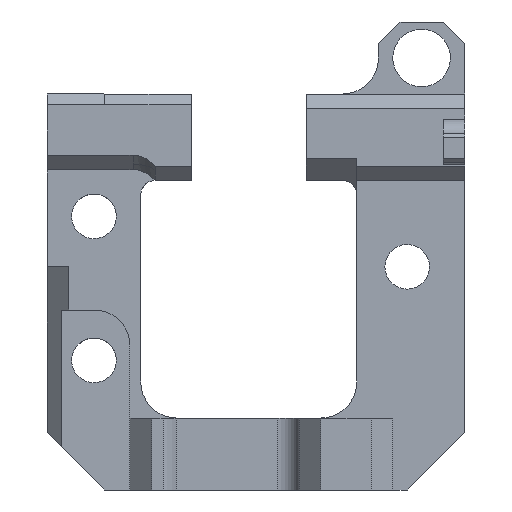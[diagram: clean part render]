
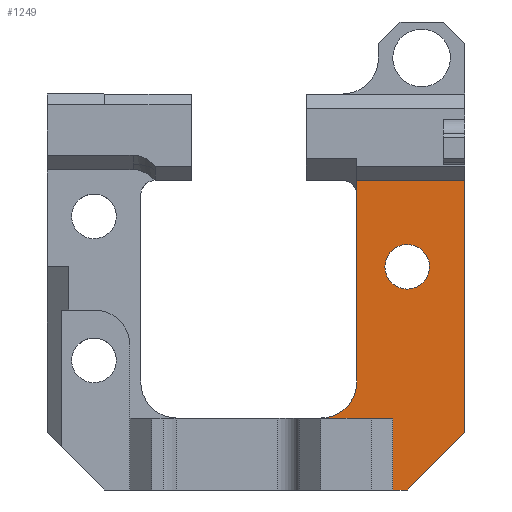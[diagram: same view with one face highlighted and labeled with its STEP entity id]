
A CAD part, left-side view. The second image highlights one B-rep face of the part: STEP entity #1249.
In plain terms, the highlighted planar face has unit normal (-1, 0, 0).
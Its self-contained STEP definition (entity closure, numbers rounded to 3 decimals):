
#17 = CARTESIAN_POINT ( 'NONE',  ( -4., -20., -39. ) ) ;
#82 = VECTOR ( 'NONE', #3808, 1000. ) ;
#160 = VECTOR ( 'NONE', #2461, 1000. ) ;
#172 = VERTEX_POINT ( 'NONE', #1375 ) ;
#176 = CARTESIAN_POINT ( 'NONE',  ( -4., 28., -6. ) ) ;
#285 = AXIS2_PLACEMENT_3D ( 'NONE', #176, #1193, #3116 ) ;
#311 = DIRECTION ( 'NONE',  ( 1., 0., 0. ) ) ;
#396 = DIRECTION ( 'NONE',  ( 0., 0.707, -0.707 ) ) ;
#491 = FACE_OUTER_BOUND ( 'NONE', #4022, .T. ) ;
#538 = CARTESIAN_POINT ( 'NONE',  ( -4., -15., -20. ) ) ;
#718 = DIRECTION ( 'NONE',  ( 0., 1., 0. ) ) ;
#750 = AXIS2_PLACEMENT_3D ( 'NONE', #2440, #1910, #3840 ) ;
#783 = ORIENTED_EDGE ( 'NONE', *, *, #2380, .F. ) ;
#795 = VERTEX_POINT ( 'NONE', #1373 ) ;
#798 = CARTESIAN_POINT ( 'NONE',  ( -4., -19.279, -16.514 ) ) ;
#842 = CARTESIAN_POINT ( 'NONE',  ( -4., -22., -49. ) ) ;
#852 = LINE ( 'NONE', #3960, #1743 ) ;
#991 = CARTESIAN_POINT ( 'NONE',  ( -4., -15., -34. ) ) ;
#1054 = EDGE_CURVE ( 'NONE', #2660, #3161, #3865, .T. ) ;
#1146 = ORIENTED_EDGE ( 'NONE', *, *, #2311, .F. ) ;
#1193 = DIRECTION ( 'NONE',  ( -1., 0., 0. ) ) ;
#1217 = ORIENTED_EDGE ( 'NONE', *, *, #3016, .F. ) ;
#1241 = DIRECTION ( 'NONE',  ( 0., -1., 0. ) ) ;
#1249 = ADVANCED_FACE ( 'NONE', ( #3337, #491 ), #3031, .T. ) ;
#1262 = LINE ( 'NONE', #2542, #82 ) ;
#1306 = CARTESIAN_POINT ( 'NONE',  ( -4., -30., -6. ) ) ;
#1354 = AXIS2_PLACEMENT_3D ( 'NONE', #4120, #311, #1241 ) ;
#1373 = CARTESIAN_POINT ( 'NONE',  ( -4., -30., -41. ) ) ;
#1375 = CARTESIAN_POINT ( 'NONE',  ( -4., -15., -6. ) ) ;
#1379 = ORIENTED_EDGE ( 'NONE', *, *, #2186, .F. ) ;
#1452 = DIRECTION ( 'NONE',  ( -1., 0., 0. ) ) ;
#1517 = VERTEX_POINT ( 'NONE', #2761 ) ;
#1521 = EDGE_CURVE ( 'NONE', #3161, #2224, #852, .T. ) ;
#1524 = CARTESIAN_POINT ( 'NONE',  ( -4., -15., -39. ) ) ;
#1674 = ORIENTED_EDGE ( 'NONE', *, *, #2607, .T. ) ;
#1689 = VECTOR ( 'NONE', #3279, 1000. ) ;
#1735 = CARTESIAN_POINT ( 'NONE',  ( -4., -30., -23.5 ) ) ;
#1743 = VECTOR ( 'NONE', #3065, 1000. ) ;
#1766 = DIRECTION ( 'NONE',  ( 0., 0., -1. ) ) ;
#1865 = CARTESIAN_POINT ( 'NONE',  ( -4., -20., -49. ) ) ;
#1870 = EDGE_CURVE ( 'NONE', #795, #2660, #3247, .T. ) ;
#1910 = DIRECTION ( 'NONE',  ( -1., 0., 0. ) ) ;
#2112 = VERTEX_POINT ( 'NONE', #1306 ) ;
#2186 = EDGE_CURVE ( 'NONE', #172, #2112, #1262, .T. ) ;
#2224 = VERTEX_POINT ( 'NONE', #17 ) ;
#2251 = CARTESIAN_POINT ( 'NONE',  ( -4., -10., -39. ) ) ;
#2276 = VECTOR ( 'NONE', #718, 1000. ) ;
#2311 = EDGE_CURVE ( 'NONE', #1517, #2571, #2753, .T. ) ;
#2368 = LINE ( 'NONE', #1735, #1689 ) ;
#2380 = EDGE_CURVE ( 'NONE', #2571, #1517, #3946, .T. ) ;
#2440 = CARTESIAN_POINT ( 'NONE',  ( -4., -22., -18. ) ) ;
#2461 = DIRECTION ( 'NONE',  ( 0., 1., 0. ) ) ;
#2490 = VECTOR ( 'NONE', #396, 1000. ) ;
#2494 = VECTOR ( 'NONE', #1766, 1000. ) ;
#2517 = ORIENTED_EDGE ( 'NONE', *, *, #1521, .F. ) ;
#2542 = CARTESIAN_POINT ( 'NONE',  ( -4., -22.5, -6. ) ) ;
#2571 = VERTEX_POINT ( 'NONE', #798 ) ;
#2607 = EDGE_CURVE ( 'NONE', #172, #4075, #2775, .T. ) ;
#2660 = VERTEX_POINT ( 'NONE', #842 ) ;
#2695 = ORIENTED_EDGE ( 'NONE', *, *, #1054, .F. ) ;
#2753 = CIRCLE ( 'NONE', #3749, 3.1 ) ;
#2761 = CARTESIAN_POINT ( 'NONE',  ( -4., -24.721, -19.486 ) ) ;
#2775 = LINE ( 'NONE', #538, #2494 ) ;
#2913 = CARTESIAN_POINT ( 'NONE',  ( -4., -21., -49. ) ) ;
#2961 = CARTESIAN_POINT ( 'NONE',  ( -4., -22., -18. ) ) ;
#3016 = EDGE_CURVE ( 'NONE', #2112, #795, #2368, .T. ) ;
#3031 = PLANE ( 'NONE',  #285 ) ;
#3065 = DIRECTION ( 'NONE',  ( 0., 0., 1. ) ) ;
#3116 = DIRECTION ( 'NONE',  ( 0., 0., 1. ) ) ;
#3144 = LINE ( 'NONE', #1524, #160 ) ;
#3157 = CIRCLE ( 'NONE', #1354, 5. ) ;
#3161 = VERTEX_POINT ( 'NONE', #1865 ) ;
#3247 = LINE ( 'NONE', #3518, #2490 ) ;
#3279 = DIRECTION ( 'NONE',  ( 0., 0., -1. ) ) ;
#3322 = DIRECTION ( 'NONE',  ( 0., -1., 0. ) ) ;
#3331 = ORIENTED_EDGE ( 'NONE', *, *, #3572, .F. ) ;
#3337 = FACE_BOUND ( 'NONE', #3490, .T. ) ;
#3490 = EDGE_LOOP ( 'NONE', ( #1146, #783 ) ) ;
#3518 = CARTESIAN_POINT ( 'NONE',  ( -4., -26., -45. ) ) ;
#3572 = EDGE_CURVE ( 'NONE', #2224, #3759, #3144, .T. ) ;
#3600 = EDGE_CURVE ( 'NONE', #4075, #3759, #3157, .T. ) ;
#3695 = ORIENTED_EDGE ( 'NONE', *, *, #3600, .T. ) ;
#3749 = AXIS2_PLACEMENT_3D ( 'NONE', #2961, #1452, #3322 ) ;
#3759 = VERTEX_POINT ( 'NONE', #2251 ) ;
#3808 = DIRECTION ( 'NONE',  ( 0., -1., 0. ) ) ;
#3840 = DIRECTION ( 'NONE',  ( 0., -1., 0. ) ) ;
#3865 = LINE ( 'NONE', #2913, #2276 ) ;
#3942 = ORIENTED_EDGE ( 'NONE', *, *, #1870, .F. ) ;
#3946 = CIRCLE ( 'NONE', #750, 3.1 ) ;
#3960 = CARTESIAN_POINT ( 'NONE',  ( -4., -20., -44. ) ) ;
#4022 = EDGE_LOOP ( 'NONE', ( #1217, #1379, #1674, #3695, #3331, #2517, #2695, #3942 ) ) ;
#4075 = VERTEX_POINT ( 'NONE', #991 ) ;
#4120 = CARTESIAN_POINT ( 'NONE',  ( -4., -10., -34. ) ) ;
